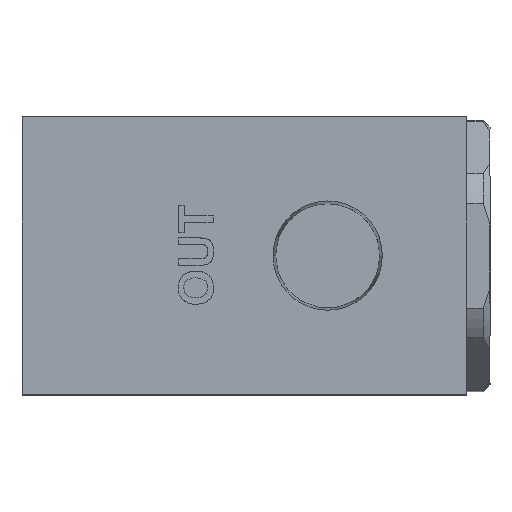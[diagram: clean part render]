
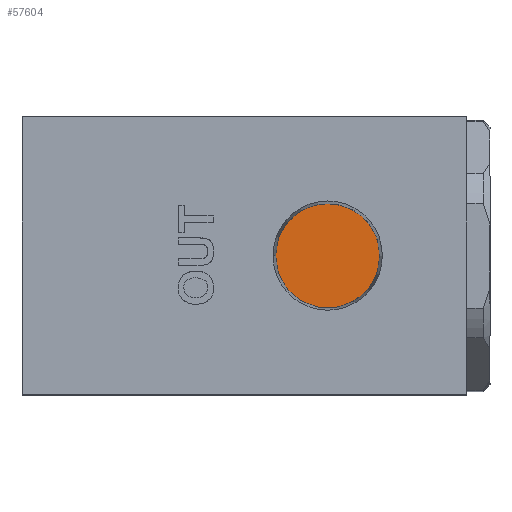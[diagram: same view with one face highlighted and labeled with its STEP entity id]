
A CAD part, top view. The second image highlights one B-rep face of the part: STEP entity #57604.
In plain terms, the highlighted planar face has unit normal (0, 0, 1).
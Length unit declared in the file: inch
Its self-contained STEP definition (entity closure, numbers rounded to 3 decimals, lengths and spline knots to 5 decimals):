
#3755 = CARTESIAN_POINT ( 'NONE',  ( 0.375, 0., 0.605 ) ) ;
#5105 = DIRECTION ( 'NONE',  ( 1., 0., 0. ) ) ;
#10327 = FACE_OUTER_BOUND ( 'NONE', #95709, .T. ) ;
#12144 = DIRECTION ( 'NONE',  ( 0., 0., -1. ) ) ;
#15118 = CIRCLE ( 'NONE', #51036, 0.234 ) ;
#16258 = DIRECTION ( 'NONE',  ( 0., -1., 0. ) ) ;
#18580 = EDGE_CURVE ( 'NONE', #93725, #87174, #15118, .T. ) ;
#23145 = PLANE ( 'NONE',  #71975 ) ;
#26911 = DIRECTION ( 'NONE',  ( 1., 0., 0. ) ) ;
#29064 = ORIENTED_EDGE ( 'NONE', *, *, #40521, .F. ) ;
#34445 = DIRECTION ( 'NONE',  ( 0., 0., -1. ) ) ;
#38357 = DIRECTION ( 'NONE',  ( 0., 0., -1. ) ) ;
#40521 = EDGE_CURVE ( 'NONE', #87174, #93725, #93413, .T. ) ;
#51036 = AXIS2_PLACEMENT_3D ( 'NONE', #57719, #12144, #5105 ) ;
#57159 = ORIENTED_EDGE ( 'NONE', *, *, #18580, .F. ) ;
#57604 = ADVANCED_FACE ( 'NONE', ( #10327 ), #23145, .F. ) ;
#57719 = CARTESIAN_POINT ( 'NONE',  ( 0.375, 0., 0.605 ) ) ;
#64612 = CARTESIAN_POINT ( 'NONE',  ( 0.141, 0., 0.605 ) ) ;
#68568 = AXIS2_PLACEMENT_3D ( 'NONE', #3755, #34445, #26911 ) ;
#71975 = AXIS2_PLACEMENT_3D ( 'NONE', #83553, #38357, #16258 ) ;
#72226 = CARTESIAN_POINT ( 'NONE',  ( 0.609, 0., 0.605 ) ) ;
#83553 = CARTESIAN_POINT ( 'NONE',  ( 0.61181, 0.23681, 0.605 ) ) ;
#87174 = VERTEX_POINT ( 'NONE', #64612 ) ;
#93413 = CIRCLE ( 'NONE', #68568, 0.234 ) ;
#93725 = VERTEX_POINT ( 'NONE', #72226 ) ;
#95709 = EDGE_LOOP ( 'NONE', ( #57159, #29064 ) ) ;
